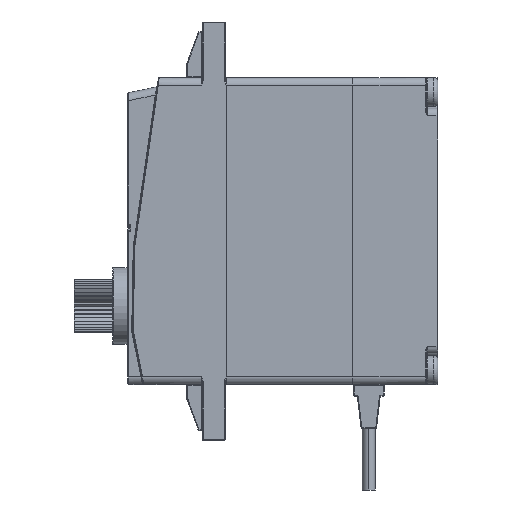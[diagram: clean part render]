
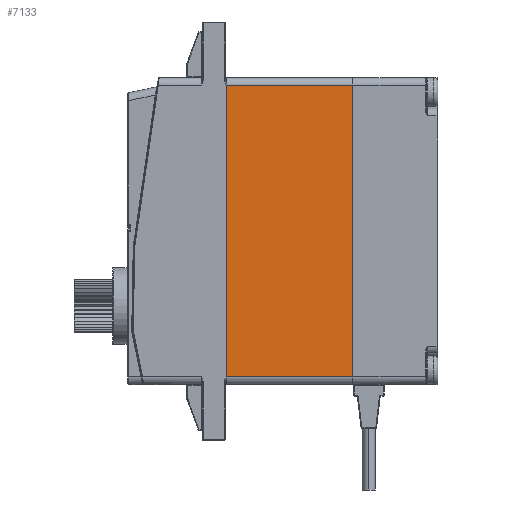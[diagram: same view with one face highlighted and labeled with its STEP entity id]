
A CAD part, left-side view. The second image highlights one B-rep face of the part: STEP entity #7133.
In plain terms, the highlighted planar face has unit normal (-1, 0, 0).
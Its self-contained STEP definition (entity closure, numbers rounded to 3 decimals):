
#667 = ORIENTED_EDGE ( 'NONE', *, *, #11769, .F. ) ;
#703 = LINE ( 'NONE', #16892, #11696 ) ;
#820 = DIRECTION ( 'NONE',  ( 0., 0., 1. ) ) ;
#2837 = FACE_OUTER_BOUND ( 'NONE', #12697, .T. ) ;
#3294 = CARTESIAN_POINT ( 'NONE',  ( -10., 27.6, -1. ) ) ;
#3875 = CARTESIAN_POINT ( 'NONE',  ( -10., 0., -39. ) ) ;
#4146 = VECTOR ( 'NONE', #9652, 1000. ) ;
#4616 = CARTESIAN_POINT ( 'NONE',  ( -10., 11.1, -1. ) ) ;
#4733 = VERTEX_POINT ( 'NONE', #20809 ) ;
#6827 = VECTOR ( 'NONE', #21852, 1000. ) ;
#7133 = ADVANCED_FACE ( 'NONE', ( #2837 ), #20445, .F. ) ;
#7164 = LINE ( 'NONE', #3875, #6827 ) ;
#8352 = DIRECTION ( 'NONE',  ( 0., 0., -1. ) ) ;
#9238 = CARTESIAN_POINT ( 'NONE',  ( -10., 11.1, -39. ) ) ;
#9652 = DIRECTION ( 'NONE',  ( 0., 1., 0. ) ) ;
#9991 = ORIENTED_EDGE ( 'NONE', *, *, #19651, .T. ) ;
#11213 = ORIENTED_EDGE ( 'NONE', *, *, #13054, .F. ) ;
#11536 = DIRECTION ( 'NONE',  ( 0., 1., 0. ) ) ;
#11696 = VECTOR ( 'NONE', #820, 1000. ) ;
#11769 = EDGE_CURVE ( 'NONE', #22789, #21480, #21030, .T. ) ;
#12009 = EDGE_CURVE ( 'NONE', #4733, #21480, #7164, .T. ) ;
#12697 = EDGE_LOOP ( 'NONE', ( #667, #9991, #11213, #12908 ) ) ;
#12908 = ORIENTED_EDGE ( 'NONE', *, *, #12009, .T. ) ;
#13054 = EDGE_CURVE ( 'NONE', #4733, #14937, #703, .T. ) ;
#14937 = VERTEX_POINT ( 'NONE', #3294 ) ;
#16892 = CARTESIAN_POINT ( 'NONE',  ( -10., 27.6, 0. ) ) ;
#16893 = AXIS2_PLACEMENT_3D ( 'NONE', #18815, #17065, #11536 ) ;
#17065 = DIRECTION ( 'NONE',  ( 1., 0., 0. ) ) ;
#18583 = CARTESIAN_POINT ( 'NONE',  ( -10., 27.7, -1. ) ) ;
#18815 = CARTESIAN_POINT ( 'NONE',  ( -10., 0., 0. ) ) ;
#19384 = CARTESIAN_POINT ( 'NONE',  ( -10., 11.1, 0. ) ) ;
#19651 = EDGE_CURVE ( 'NONE', #22789, #14937, #22441, .T. ) ;
#19962 = VECTOR ( 'NONE', #8352, 1000. ) ;
#20445 = PLANE ( 'NONE',  #16893 ) ;
#20809 = CARTESIAN_POINT ( 'NONE',  ( -10., 27.6, -39. ) ) ;
#21030 = LINE ( 'NONE', #19384, #19962 ) ;
#21480 = VERTEX_POINT ( 'NONE', #9238 ) ;
#21852 = DIRECTION ( 'NONE',  ( 0., -1., 0. ) ) ;
#22441 = LINE ( 'NONE', #18583, #4146 ) ;
#22789 = VERTEX_POINT ( 'NONE', #4616 ) ;
